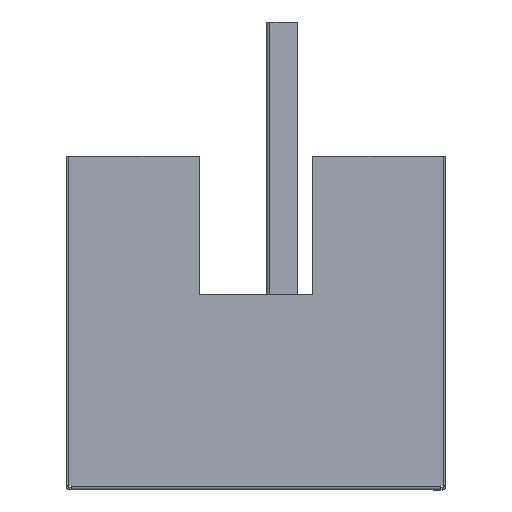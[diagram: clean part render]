
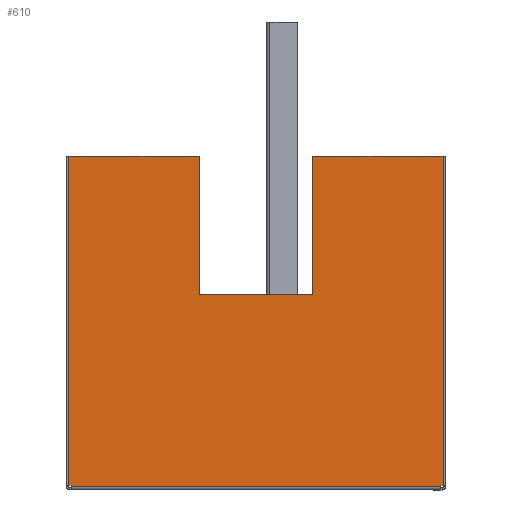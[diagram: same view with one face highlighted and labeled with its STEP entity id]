
A CAD part, left-side view. The second image highlights one B-rep face of the part: STEP entity #610.
In plain terms, the highlighted face is planar.
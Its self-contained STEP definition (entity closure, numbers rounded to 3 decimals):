
#23 = PLANE ( 'NONE',  #1108 ) ;
#44 = VERTEX_POINT ( 'NONE', #1009 ) ;
#49 = ORIENTED_EDGE ( 'NONE', *, *, #260, .F. ) ;
#53 = LINE ( 'NONE', #2082, #890 ) ;
#116 = DIRECTION ( 'NONE',  ( 1., 0., 0. ) ) ;
#153 = ORIENTED_EDGE ( 'NONE', *, *, #168, .F. ) ;
#168 = EDGE_CURVE ( 'NONE', #447, #804, #224, .T. ) ;
#187 = VERTEX_POINT ( 'NONE', #1906 ) ;
#223 = LINE ( 'NONE', #1354, #604 ) ;
#224 = LINE ( 'NONE', #443, #325 ) ;
#231 = VERTEX_POINT ( 'NONE', #924 ) ;
#234 = CARTESIAN_POINT ( 'NONE',  ( -222., 0., 82.429 ) ) ;
#255 = ORIENTED_EDGE ( 'NONE', *, *, #591, .T. ) ;
#260 = EDGE_CURVE ( 'NONE', #231, #1589, #223, .T. ) ;
#262 = CARTESIAN_POINT ( 'NONE',  ( -147., 0., 83.5 ) ) ;
#266 = ORIENTED_EDGE ( 'NONE', *, *, #1336, .F. ) ;
#304 = DIRECTION ( 'NONE',  ( 0., 0., -1. ) ) ;
#316 = LINE ( 'NONE', #381, #1390 ) ;
#325 = VECTOR ( 'NONE', #485, 1000. ) ;
#381 = CARTESIAN_POINT ( 'NONE',  ( -147., 0., 25. ) ) ;
#394 = CARTESIAN_POINT ( 'NONE',  ( -147., 0., -25. ) ) ;
#400 = VECTOR ( 'NONE', #2104, 1000. ) ;
#403 = DIRECTION ( 'NONE',  ( 0., 0., -1. ) ) ;
#405 = VECTOR ( 'NONE', #1644, 1000. ) ;
#440 = DIRECTION ( 'NONE',  ( 0., -1., 0. ) ) ;
#443 = CARTESIAN_POINT ( 'NONE',  ( -147., 0., -25. ) ) ;
#447 = VERTEX_POINT ( 'NONE', #632 ) ;
#485 = DIRECTION ( 'NONE',  ( -1., 0., 0. ) ) ;
#500 = LINE ( 'NONE', #1521, #1992 ) ;
#539 = DIRECTION ( 'NONE',  ( 0., 0., -1. ) ) ;
#569 = CARTESIAN_POINT ( 'NONE',  ( -86., 0., 25. ) ) ;
#582 = CARTESIAN_POINT ( 'NONE',  ( -147., 0., 83.5 ) ) ;
#591 = EDGE_CURVE ( 'NONE', #1938, #187, #500, .T. ) ;
#604 = VECTOR ( 'NONE', #116, 1000. ) ;
#610 = ADVANCED_FACE ( 'NONE', ( #1465 ), #23, .F. ) ;
#632 = CARTESIAN_POINT ( 'NONE',  ( -86., 0., -25. ) ) ;
#649 = EDGE_CURVE ( 'NONE', #44, #1741, #881, .T. ) ;
#656 = VERTEX_POINT ( 'NONE', #916 ) ;
#718 = DIRECTION ( 'NONE',  ( 1., 0., 0. ) ) ;
#753 = EDGE_CURVE ( 'NONE', #231, #1476, #842, .T. ) ;
#779 = CARTESIAN_POINT ( 'NONE',  ( -1.6, 0., 81.4 ) ) ;
#788 = VECTOR ( 'NONE', #539, 1000. ) ;
#804 = VERTEX_POINT ( 'NONE', #394 ) ;
#842 = LINE ( 'NONE', #1468, #405 ) ;
#881 = LINE ( 'NONE', #582, #1430 ) ;
#886 = LINE ( 'NONE', #779, #788 ) ;
#890 = VECTOR ( 'NONE', #1669, 1000. ) ;
#896 = LINE ( 'NONE', #1772, #1693 ) ;
#914 = LINE ( 'NONE', #1496, #1239 ) ;
#915 = ORIENTED_EDGE ( 'NONE', *, *, #1371, .F. ) ;
#916 = CARTESIAN_POINT ( 'NONE',  ( -1.6, 0., 81.4 ) ) ;
#918 = CARTESIAN_POINT ( 'NONE',  ( -2.1, 0., -82.429 ) ) ;
#924 = CARTESIAN_POINT ( 'NONE',  ( -2.1, 0., -81.4 ) ) ;
#925 = ORIENTED_EDGE ( 'NONE', *, *, #2023, .F. ) ;
#939 = ORIENTED_EDGE ( 'NONE', *, *, #1061, .T. ) ;
#960 = ORIENTED_EDGE ( 'NONE', *, *, #1240, .T. ) ;
#972 = DIRECTION ( 'NONE',  ( 1., 0., 0. ) ) ;
#1009 = CARTESIAN_POINT ( 'NONE',  ( -147., 0., 82.429 ) ) ;
#1046 = LINE ( 'NONE', #234, #400 ) ;
#1061 = EDGE_CURVE ( 'NONE', #44, #1938, #1046, .T. ) ;
#1108 = AXIS2_PLACEMENT_3D ( 'NONE', #1126, #440, #718 ) ;
#1125 = ORIENTED_EDGE ( 'NONE', *, *, #753, .T. ) ;
#1126 = CARTESIAN_POINT ( 'NONE',  ( 0., 0., 83.5 ) ) ;
#1144 = EDGE_LOOP ( 'NONE', ( #925, #960, #49, #1125, #1506, #266, #153, #915, #1850, #1714, #939, #255 ) ) ;
#1150 = EDGE_CURVE ( 'NONE', #2011, #1476, #896, .T. ) ;
#1239 = VECTOR ( 'NONE', #1642, 1000. ) ;
#1240 = EDGE_CURVE ( 'NONE', #656, #1589, #886, .T. ) ;
#1312 = VERTEX_POINT ( 'NONE', #569 ) ;
#1336 = EDGE_CURVE ( 'NONE', #804, #2011, #1352, .T. ) ;
#1352 = LINE ( 'NONE', #262, #1779 ) ;
#1353 = EDGE_CURVE ( 'NONE', #1741, #1312, #316, .T. ) ;
#1354 = CARTESIAN_POINT ( 'NONE',  ( 0., 0., -81.4 ) ) ;
#1371 = EDGE_CURVE ( 'NONE', #1312, #447, #53, .T. ) ;
#1390 = VECTOR ( 'NONE', #972, 1000. ) ;
#1430 = VECTOR ( 'NONE', #1857, 1000. ) ;
#1465 = FACE_OUTER_BOUND ( 'NONE', #1144, .T. ) ;
#1468 = CARTESIAN_POINT ( 'NONE',  ( -2.1, 0., 83.5 ) ) ;
#1476 = VERTEX_POINT ( 'NONE', #918 ) ;
#1496 = CARTESIAN_POINT ( 'NONE',  ( 0., 0., 81.4 ) ) ;
#1506 = ORIENTED_EDGE ( 'NONE', *, *, #1150, .F. ) ;
#1521 = CARTESIAN_POINT ( 'NONE',  ( -2.1, 0., 83.5 ) ) ;
#1554 = CARTESIAN_POINT ( 'NONE',  ( -147., 0., -82.429 ) ) ;
#1589 = VERTEX_POINT ( 'NONE', #1809 ) ;
#1642 = DIRECTION ( 'NONE',  ( -1., 0., 0. ) ) ;
#1644 = DIRECTION ( 'NONE',  ( 0., 0., -1. ) ) ;
#1669 = DIRECTION ( 'NONE',  ( 0., 0., -1. ) ) ;
#1693 = VECTOR ( 'NONE', #1844, 1000. ) ;
#1714 = ORIENTED_EDGE ( 'NONE', *, *, #649, .F. ) ;
#1741 = VERTEX_POINT ( 'NONE', #1808 ) ;
#1772 = CARTESIAN_POINT ( 'NONE',  ( -222., 0., -82.429 ) ) ;
#1779 = VECTOR ( 'NONE', #403, 1000. ) ;
#1808 = CARTESIAN_POINT ( 'NONE',  ( -147., 0., 25. ) ) ;
#1809 = CARTESIAN_POINT ( 'NONE',  ( -1.6, 0., -81.4 ) ) ;
#1844 = DIRECTION ( 'NONE',  ( 1., 0., 0. ) ) ;
#1850 = ORIENTED_EDGE ( 'NONE', *, *, #1353, .F. ) ;
#1857 = DIRECTION ( 'NONE',  ( 0., 0., -1. ) ) ;
#1906 = CARTESIAN_POINT ( 'NONE',  ( -2.1, 0., 81.4 ) ) ;
#1938 = VERTEX_POINT ( 'NONE', #1985 ) ;
#1985 = CARTESIAN_POINT ( 'NONE',  ( -2.1, 0., 82.429 ) ) ;
#1992 = VECTOR ( 'NONE', #304, 1000. ) ;
#2011 = VERTEX_POINT ( 'NONE', #1554 ) ;
#2023 = EDGE_CURVE ( 'NONE', #656, #187, #914, .T. ) ;
#2082 = CARTESIAN_POINT ( 'NONE',  ( -86., 0., -25. ) ) ;
#2104 = DIRECTION ( 'NONE',  ( 1., 0., 0. ) ) ;
